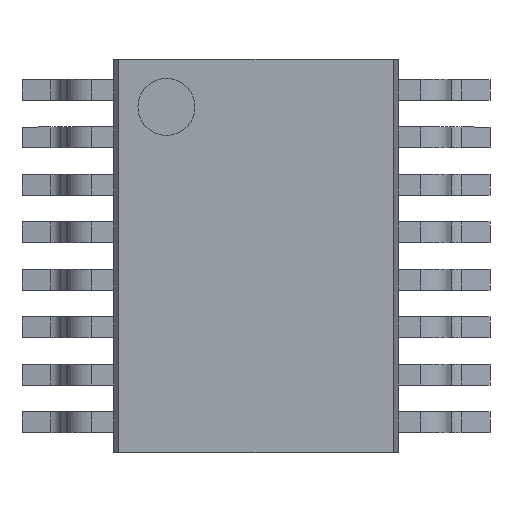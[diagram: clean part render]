
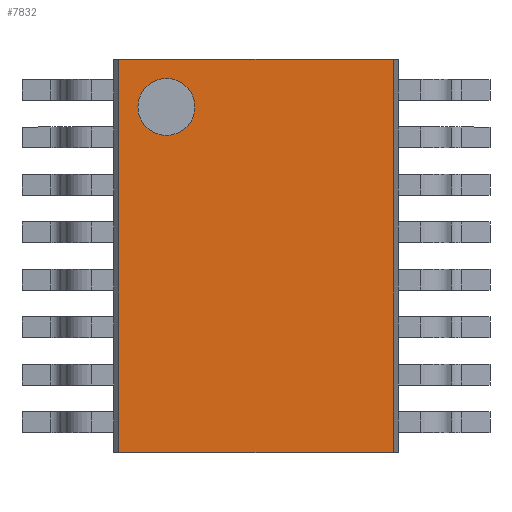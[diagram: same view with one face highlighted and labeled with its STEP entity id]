
A CAD part, top view. The second image highlights one B-rep face of the part: STEP entity #7832.
In plain terms, the highlighted planar face has unit normal (0, 0, 1).
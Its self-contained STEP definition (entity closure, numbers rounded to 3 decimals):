
#7519=CARTESIAN_POINT('',(-1.244,1.57,1.1));
#7520=VERTEX_POINT('',#7519);
#7529=CARTESIAN_POINT('',(-0.644,1.57,1.1));
#7530=VERTEX_POINT('',#7529);
#7531=CARTESIAN_POINT('',(-0.944,1.57,1.1));
#7532=DIRECTION('',(0.0,0.0,-1.0));
#7533=DIRECTION('',(-1.0,0.0,0.0));
#7534=AXIS2_PLACEMENT_3D('',#7531,#7532,#7533);
#7535=CIRCLE('',#7534,0.3);
#7536=EDGE_CURVE('',#7530,#7520,#7535,.T.);
#7626=CARTESIAN_POINT('',(1.444,-2.07,1.1));
#7627=VERTEX_POINT('',#7626);
#7634=CARTESIAN_POINT('',(-1.444,-2.07,1.1));
#7635=VERTEX_POINT('',#7634);
#7636=CARTESIAN_POINT('',(-1.444,-2.07,1.1));
#7637=DIRECTION('',(1.0,0.0,0.0));
#7638=VECTOR('',#7637,2.889);
#7639=LINE('',#7636,#7638);
#7640=EDGE_CURVE('',#7635,#7627,#7639,.T.);
#7710=CARTESIAN_POINT('',(-1.444,2.07,1.1));
#7711=VERTEX_POINT('',#7710);
#7718=CARTESIAN_POINT('',(1.444,2.07,1.1));
#7719=VERTEX_POINT('',#7718);
#7720=CARTESIAN_POINT('',(1.444,2.07,1.1));
#7721=DIRECTION('',(-1.0,0.0,0.0));
#7722=VECTOR('',#7721,2.889);
#7723=LINE('',#7720,#7722);
#7724=EDGE_CURVE('',#7719,#7711,#7723,.T.);
#7758=CARTESIAN_POINT('',(-0.944,1.57,1.1));
#7759=DIRECTION('',(0.0,0.0,-1.0));
#7760=DIRECTION('',(-1.0,0.0,0.0));
#7761=AXIS2_PLACEMENT_3D('',#7758,#7759,#7760);
#7762=CIRCLE('',#7761,0.3);
#7763=EDGE_CURVE('',#7520,#7530,#7762,.T.);
#7801=CARTESIAN_POINT('',(1.444,-2.07,1.1));
#7802=DIRECTION('',(0.0,1.0,0.0));
#7803=VECTOR('',#7802,4.14);
#7804=LINE('',#7801,#7803);
#7805=EDGE_CURVE('',#7627,#7719,#7804,.T.);
#7812=CARTESIAN_POINT('',(1.444,-1.03,1.1));
#7813=DIRECTION('',(0.0,0.0,1.0));
#7814=DIRECTION('',(1.0,0.0,0.0));
#7815=AXIS2_PLACEMENT_3D('',#7812,#7813,#7814);
#7816=PLANE('',#7815);
#7817=ORIENTED_EDGE('',*,*,#7724,.T.);
#7818=CARTESIAN_POINT('',(-1.444,-2.07,1.1));
#7819=DIRECTION('',(0.0,1.0,0.0));
#7820=VECTOR('',#7819,4.14);
#7821=LINE('',#7818,#7820);
#7822=EDGE_CURVE('',#7635,#7711,#7821,.T.);
#7823=ORIENTED_EDGE('',*,*,#7822,.F.);
#7824=ORIENTED_EDGE('',*,*,#7640,.T.);
#7825=ORIENTED_EDGE('',*,*,#7805,.T.);
#7826=EDGE_LOOP('',(#7817,#7823,#7824,#7825));
#7827=FACE_OUTER_BOUND('',#7826,.T.);
#7828=ORIENTED_EDGE('',*,*,#7763,.T.);
#7829=ORIENTED_EDGE('',*,*,#7536,.T.);
#7830=EDGE_LOOP('',(#7828,#7829));
#7831=FACE_BOUND('',#7830,.T.);
#7832=ADVANCED_FACE('',(#7827,#7831),#7816,.T.);
